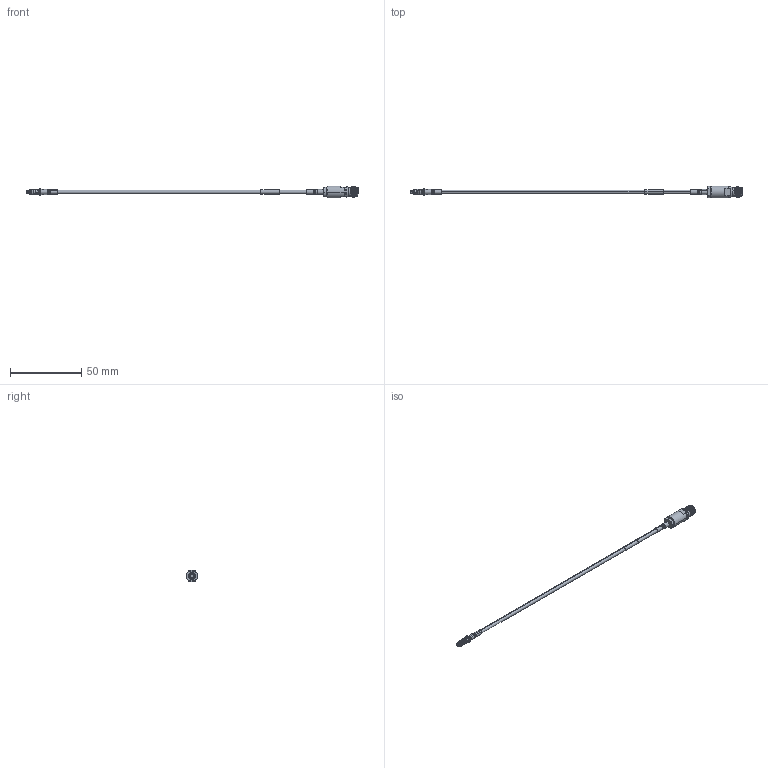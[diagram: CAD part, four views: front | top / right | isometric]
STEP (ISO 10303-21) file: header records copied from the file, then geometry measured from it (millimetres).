
FILE_DESCRIPTION (( 'STEP AP214' ), '1' );
FILE_NAME ('FMCA9741_3D.step', '2024-02-21T16:15:30', ( '' ), ( '' ), 'SwSTEP 2.0', 'SolidWorks 2022', '' );
FILE_SCHEMA (( 'AUTOMOTIVE_DESIGN' ));
Length unit declared in the file: inch
Products named in the file (6): PE44216; CA-PE-P086_2_Heatshrink_LONG; PE45536; FMCA9741_3D; 1AW01-003_.110 ID; PE-P086HF_8 in Length
Assembly tree (6 placements, depth 2):
  FMCA9741_3D
    PE-P086HF_8 in Length
    1AW01-003_.110 ID
    PE45536
    PE44216
    CA-PE-P086_2_Heatshrink_LONG  x2
Bounding box: 232.27 x 8.38 x 8.38 mm (x, y, z)
Volume: 2256.2 mm3; surface area: 3526.5 mm2
Topology: 6 solids, 6 shells, 243 faces, 594 edges, 379 vertices
Faces by surface type: cylinder 101, plane 74, cone 44, torus 18, bspline 6
Entity records: 9919 total; most frequent: CARTESIAN_POINT 4301, DIRECTION 1132, ORIENTED_EDGE 1100, EDGE_CURVE 550, AXIS2_PLACEMENT_3D 459, VERTEX_POINT 355, EDGE_LOOP 243, CIRCLE 235
